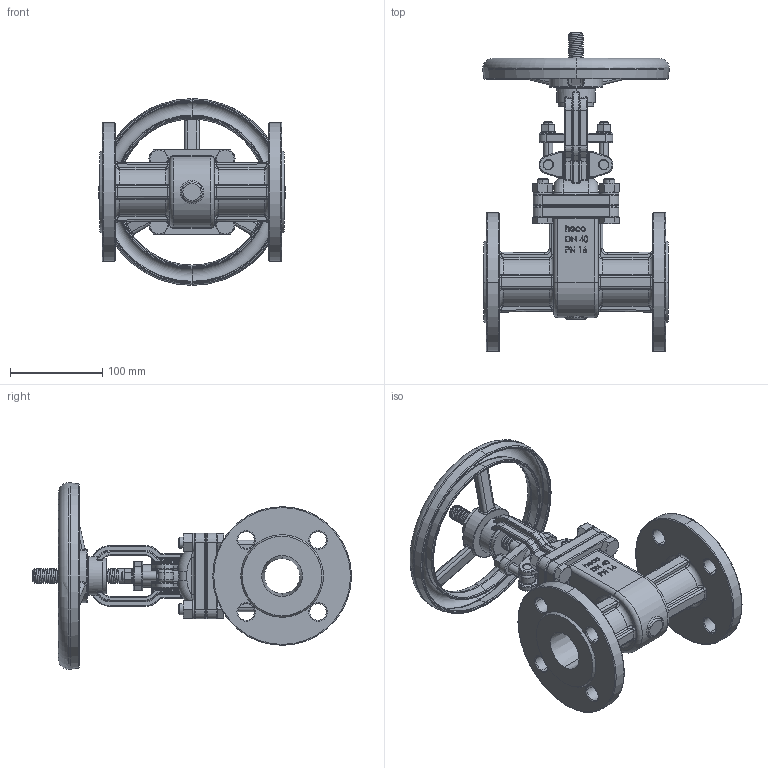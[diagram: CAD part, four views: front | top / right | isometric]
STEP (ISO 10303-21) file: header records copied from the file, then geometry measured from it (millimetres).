
FILE_DESCRIPTION (( 'STEP AP214' ), '1' );
FILE_NAME ('FLAS-112-F1 Absperrschieber mit Flansch 1710.STEP', '2017-10-27T08:38:38', ( '' ), ( '' ), 'SwSTEP 2.0', 'SolidWorks 2016', '' );
FILE_SCHEMA (( 'AUTOMOTIVE_DESIGN' ));
Length unit declared in the file: millimetre
Products named in the file (1): FLAS-112-F1 Absperrschieber mit Flansch 1710
Bounding box: 202 x 345 x 202 mm (x, y, z)
Volume: 1491200.3 mm3; surface area: 307214.7 mm2
Topology: 1 solids, 2 shells, 1857 faces, 4457 edges, 2624 vertices
Faces by surface type: bspline 519, plane 466, cylinder 452, torus 236, cone 156, sphere 28
Entity records: 92482 total; most frequent: CARTESIAN_POINT 48375, ORIENTED_EDGE 8818, DIRECTION 7335, EDGE_CURVE 4409, AXIS2_PLACEMENT_3D 2885, VERTEX_POINT 2624, EDGE_LOOP 1969, ADVANCED_FACE 1857
